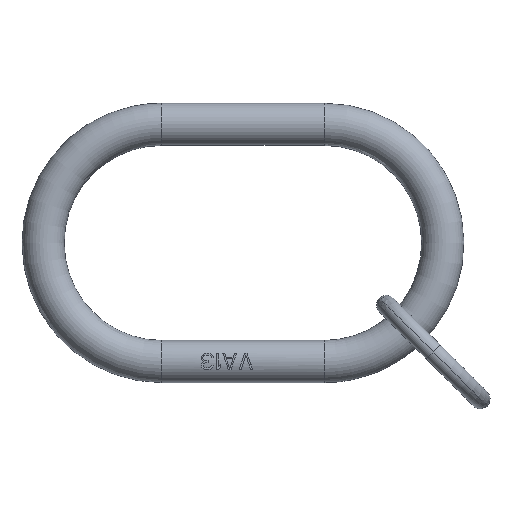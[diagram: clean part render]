
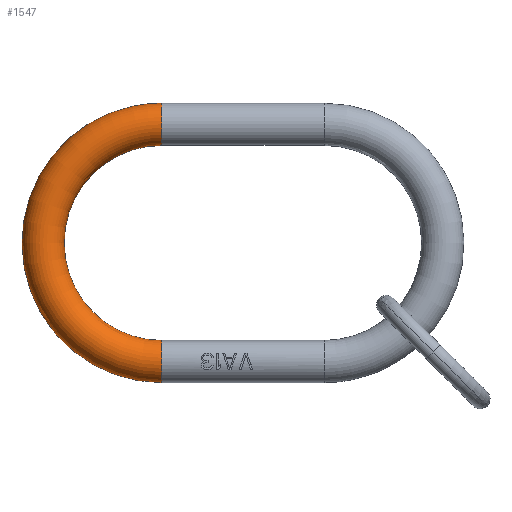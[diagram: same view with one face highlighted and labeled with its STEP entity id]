
A CAD part, top view. The second image highlights one B-rep face of the part: STEP entity #1547.
In plain terms, the highlighted toroidal (fillet/blend) face has major radius 36.5 mm and minor radius 6.5 mm.
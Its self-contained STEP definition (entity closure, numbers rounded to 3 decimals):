
#5=CARTESIAN_POINT('',(-50.,-36.5,0.));
#6=DIRECTION('',(-1.,0.,0.));
#7=DIRECTION('',(0.,-1.,0.));
#8=AXIS2_PLACEMENT_3D('',#5,#6,#7);
#406=CARTESIAN_POINT('',(-50.,30.,0.));
#407=CARTESIAN_POINT('',(-51.653,30.,0.));
#408=CARTESIAN_POINT('',(-54.96,29.726,
0.));
#409=CARTESIAN_POINT('',(-59.785,28.504,
0.));
#410=CARTESIAN_POINT('',(-64.344,26.505,
0.));
#411=CARTESIAN_POINT('',(-68.511,23.782,
0.));
#412=CARTESIAN_POINT('',(-72.173,20.411,
0.));
#413=CARTESIAN_POINT('',(-75.23,16.483,
0.));
#414=CARTESIAN_POINT('',(-77.599,12.106,
0.));
#415=CARTESIAN_POINT('',(-79.215,7.398,
0.));
#416=CARTESIAN_POINT('',(-80.034,2.489,
0.));
#417=CARTESIAN_POINT('',(-80.034,-2.489,
0.));
#418=CARTESIAN_POINT('',(-79.215,-7.398,
0.));
#419=CARTESIAN_POINT('',(-77.599,-12.106,
0.));
#420=CARTESIAN_POINT('',(-75.23,-16.483,
0.));
#421=CARTESIAN_POINT('',(-72.173,-20.411,
0.));
#422=CARTESIAN_POINT('',(-68.511,-23.782,
0.));
#423=CARTESIAN_POINT('',(-64.344,-26.505,
0.));
#424=CARTESIAN_POINT('',(-59.785,-28.504,
0.));
#425=CARTESIAN_POINT('',(-54.96,-29.726,
0.));
#426=CARTESIAN_POINT('',(-51.653,-30.,0.));
#427=CARTESIAN_POINT('',(-50.,-30.,0.));
#429=CARTESIAN_POINT('',(-50.,-43.,0.));
#430=CARTESIAN_POINT('',(-52.144,-43.,0.));
#431=CARTESIAN_POINT('',(-56.433,-42.679,
0.));
#432=CARTESIAN_POINT('',(-62.722,-41.243,
0.));
#433=CARTESIAN_POINT('',(-68.727,-38.886,
0.));
#434=CARTESIAN_POINT('',(-74.313,-35.661,0.));
#435=CARTESIAN_POINT('',(-79.357,-31.639,0.));
#436=CARTESIAN_POINT('',(-83.744,-26.91,0.));
#437=CARTESIAN_POINT('',(-87.378,-21.58,0.));
#438=CARTESIAN_POINT('',(-90.177,-15.768,0.));
#439=CARTESIAN_POINT('',(-92.079,-9.604,0.));
#440=CARTESIAN_POINT('',(-93.04,-3.225,0.));
#441=CARTESIAN_POINT('',(-93.04,3.225,0.));
#442=CARTESIAN_POINT('',(-92.079,9.604,0.));
#443=CARTESIAN_POINT('',(-90.177,15.768,0.));
#444=CARTESIAN_POINT('',(-87.378,21.58,0.));
#445=CARTESIAN_POINT('',(-83.744,26.91,0.));
#446=CARTESIAN_POINT('',(-79.357,31.639,0.));
#447=CARTESIAN_POINT('',(-74.313,35.661,0.));
#448=CARTESIAN_POINT('',(-68.727,38.886,
0.));
#449=CARTESIAN_POINT('',(-62.722,41.243,
0.));
#450=CARTESIAN_POINT('',(-56.433,42.679,
0.));
#451=CARTESIAN_POINT('',(-52.144,43.,0.));
#452=CARTESIAN_POINT('',(-50.,43.,0.));
#463=CARTESIAN_POINT('',(-50.,36.5,0.));
#464=DIRECTION('',(-1.,0.,0.));
#465=DIRECTION('',(0.,-1.,0.));
#466=AXIS2_PLACEMENT_3D('',#463,#464,#465);
#1092=CARTESIAN_POINT('',(-50.,30.,0.));
#1094=VERTEX_POINT('',#1092);
#1095=CARTESIAN_POINT('',(-50.,43.,0.));
#1097=VERTEX_POINT('',#1095);
#1181=VERTEX_POINT('',#427);
#1182=VERTEX_POINT('',#429);
#1533=CARTESIAN_POINT('',(-50.,0.,0.));
#1534=DIRECTION('',(0.,0.,1.));
#1535=DIRECTION('',(0.,-1.,0.));
#1536=AXIS2_PLACEMENT_3D('',#1533,#1534,#1535);
#1537=TOROIDAL_SURFACE('',#1536,36.5,6.5);
#1539=ORIENTED_EDGE('',*,*,#1538,.F.);
#1541=ORIENTED_EDGE('',*,*,#1540,.T.);
#1542=ORIENTED_EDGE('',*,*,#1357,.F.);
#1544=ORIENTED_EDGE('',*,*,#1543,.T.);
#1545=EDGE_LOOP('',(#1539,#1541,#1542,#1544));
#1546=FACE_OUTER_BOUND('',#1545,.F.);
#1547=ADVANCED_FACE('',(#1546),#1537,.T.);
#9=CIRCLE('',#8,6.5);
#428=B_SPLINE_CURVE_WITH_KNOTS('',3,(#406,#407,#408,#409,#410,#411,#412,#413,
#414,#415,#416,#417,#418,#419,#420,#421,#422,#423,#424,#425,#426,#427),
.UNSPECIFIED.,.F.,.F.,(4,1,1,1,1,1,1,1,1,1,1,1,1,1,1,1,1,1,1,4),(0.,
0.053,0.105,0.158,0.211,
0.263,0.316,0.368,0.421,
0.474,0.526,0.579,0.632,
0.684,0.737,0.789,0.842,
0.895,0.947,1.),.UNSPECIFIED.);
#453=B_SPLINE_CURVE_WITH_KNOTS('',3,(#429,#430,#431,#432,#433,#434,#435,#436,
#437,#438,#439,#440,#441,#442,#443,#444,#445,#446,#447,#448,#449,#450,#451,
#452),.UNSPECIFIED.,.F.,.F.,(4,1,1,1,1,1,1,1,1,1,1,1,1,1,1,1,1,1,1,1,1,4),(0.,
0.048,0.095,0.143,0.19,
0.238,0.286,0.333,0.381,
0.429,0.476,0.524,0.571,
0.619,0.667,0.714,0.762,
0.81,0.857,0.905,0.952,1.),
.UNSPECIFIED.);
#467=CIRCLE('',#466,6.5);
#1357=EDGE_CURVE('',#1182,#1181,#9,.T.);
#1538=EDGE_CURVE('',#1094,#1097,#467,.T.);
#1540=EDGE_CURVE('',#1094,#1181,#428,.T.);
#1543=EDGE_CURVE('',#1182,#1097,#453,.T.);
